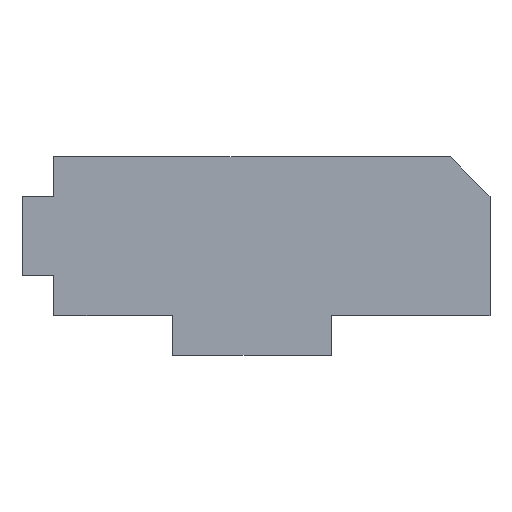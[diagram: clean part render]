
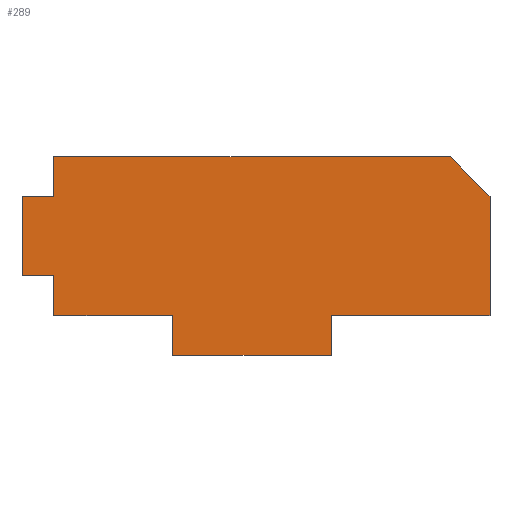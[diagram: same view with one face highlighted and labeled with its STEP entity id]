
A CAD part, top view. The second image highlights one B-rep face of the part: STEP entity #289.
In plain terms, the highlighted planar face has unit normal (0, 0, 1).
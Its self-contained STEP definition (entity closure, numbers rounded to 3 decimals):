
#23=FACE_OUTER_BOUND('',#38,.T.);
#38=EDGE_LOOP('',(#229,#230,#231,#232,#233,#234,#235,#236,#237,#238,#239,
#240,#241));
#59=LINE('',#428,#98);
#62=LINE('',#433,#101);
#64=LINE('',#437,#103);
#66=LINE('',#441,#105);
#68=LINE('',#445,#107);
#70=LINE('',#449,#109);
#72=LINE('',#453,#111);
#73=LINE('',#456,#112);
#74=LINE('',#458,#113);
#75=LINE('',#460,#114);
#76=LINE('',#462,#115);
#77=LINE('',#464,#116);
#78=LINE('',#465,#117);
#98=VECTOR('',#345,10.);
#101=VECTOR('',#350,10.);
#103=VECTOR('',#354,10.);
#105=VECTOR('',#358,10.);
#107=VECTOR('',#362,10.);
#109=VECTOR('',#366,10.);
#111=VECTOR('',#370,10.);
#112=VECTOR('',#373,10.);
#113=VECTOR('',#374,10.);
#114=VECTOR('',#375,10.);
#115=VECTOR('',#376,10.);
#116=VECTOR('',#377,10.);
#117=VECTOR('',#378,10.);
#136=VERTEX_POINT('',#425);
#137=VERTEX_POINT('',#427);
#138=VERTEX_POINT('',#431);
#139=VERTEX_POINT('',#435);
#140=VERTEX_POINT('',#439);
#141=VERTEX_POINT('',#443);
#142=VERTEX_POINT('',#447);
#143=VERTEX_POINT('',#451);
#144=VERTEX_POINT('',#455);
#145=VERTEX_POINT('',#457);
#146=VERTEX_POINT('',#459);
#147=VERTEX_POINT('',#461);
#148=VERTEX_POINT('',#463);
#163=EDGE_CURVE('',#137,#136,#59,.T.);
#166=EDGE_CURVE('',#136,#138,#62,.T.);
#168=EDGE_CURVE('',#138,#139,#64,.T.);
#170=EDGE_CURVE('',#139,#140,#66,.T.);
#172=EDGE_CURVE('',#140,#141,#68,.T.);
#174=EDGE_CURVE('',#141,#142,#70,.T.);
#176=EDGE_CURVE('',#142,#143,#72,.T.);
#177=EDGE_CURVE('',#143,#144,#73,.T.);
#178=EDGE_CURVE('',#144,#145,#74,.T.);
#179=EDGE_CURVE('',#145,#146,#75,.T.);
#180=EDGE_CURVE('',#146,#147,#76,.T.);
#181=EDGE_CURVE('',#147,#148,#77,.T.);
#182=EDGE_CURVE('',#148,#137,#78,.T.);
#229=ORIENTED_EDGE('',*,*,#176,.T.);
#230=ORIENTED_EDGE('',*,*,#177,.T.);
#231=ORIENTED_EDGE('',*,*,#178,.T.);
#232=ORIENTED_EDGE('',*,*,#179,.T.);
#233=ORIENTED_EDGE('',*,*,#180,.T.);
#234=ORIENTED_EDGE('',*,*,#181,.T.);
#235=ORIENTED_EDGE('',*,*,#182,.T.);
#236=ORIENTED_EDGE('',*,*,#163,.T.);
#237=ORIENTED_EDGE('',*,*,#166,.T.);
#238=ORIENTED_EDGE('',*,*,#168,.T.);
#239=ORIENTED_EDGE('',*,*,#170,.T.);
#240=ORIENTED_EDGE('',*,*,#172,.T.);
#241=ORIENTED_EDGE('',*,*,#174,.T.);
#274=PLANE('',#318);
#289=ADVANCED_FACE('',(#23),#274,.T.);
#318=AXIS2_PLACEMENT_3D('',#454,#371,#372);
#345=DIRECTION('',(1.,0.,0.));
#350=DIRECTION('',(0.,1.,0.));
#354=DIRECTION('',(-0.707,0.707,0.));
#358=DIRECTION('',(-1.,0.,0.));
#362=DIRECTION('',(0.,-1.,0.));
#366=DIRECTION('',(-1.,0.,0.));
#370=DIRECTION('',(0.,-1.,0.));
#371=DIRECTION('center_axis',(0.,0.,1.));
#372=DIRECTION('ref_axis',(1.,0.,0.));
#373=DIRECTION('',(1.,0.,0.));
#374=DIRECTION('',(0.,-1.,0.));
#375=DIRECTION('',(1.,0.,0.));
#376=DIRECTION('',(0.,-1.,0.));
#377=DIRECTION('',(1.,0.,0.));
#378=DIRECTION('',(0.,1.,0.));
#425=CARTESIAN_POINT('',(0.,0.,2.5));
#427=CARTESIAN_POINT('',(-20.,0.,2.5));
#428=CARTESIAN_POINT('',(-20.,0.,2.5));
#431=CARTESIAN_POINT('',(0.,15.,2.5));
#433=CARTESIAN_POINT('',(0.,0.,2.5));
#435=CARTESIAN_POINT('',(-5.,20.,2.5));
#437=CARTESIAN_POINT('',(0.,15.,2.5));
#439=CARTESIAN_POINT('',(-55.,20.,2.5));
#441=CARTESIAN_POINT('',(-5.,20.,2.5));
#443=CARTESIAN_POINT('',(-55.,15.,2.5));
#445=CARTESIAN_POINT('',(-55.,20.,2.5));
#447=CARTESIAN_POINT('',(-59.,15.,2.5));
#449=CARTESIAN_POINT('',(-55.,15.,2.5));
#451=CARTESIAN_POINT('',(-59.,5.,2.5));
#453=CARTESIAN_POINT('',(-59.,-28.25,2.5));
#454=CARTESIAN_POINT('Origin',(-30.,7.5,2.5));
#455=CARTESIAN_POINT('',(-55.,5.,2.5));
#456=CARTESIAN_POINT('',(-60.,5.,2.5));
#457=CARTESIAN_POINT('',(-55.,0.,2.5));
#458=CARTESIAN_POINT('',(-55.,5.,2.5));
#459=CARTESIAN_POINT('',(-40.,0.,2.5));
#460=CARTESIAN_POINT('',(-55.,0.,2.5));
#461=CARTESIAN_POINT('',(-40.,-5.,2.5));
#462=CARTESIAN_POINT('',(-40.,0.,2.5));
#463=CARTESIAN_POINT('',(-20.,-5.,2.5));
#464=CARTESIAN_POINT('',(-40.,-5.,2.5));
#465=CARTESIAN_POINT('',(-20.,-5.,2.5));
